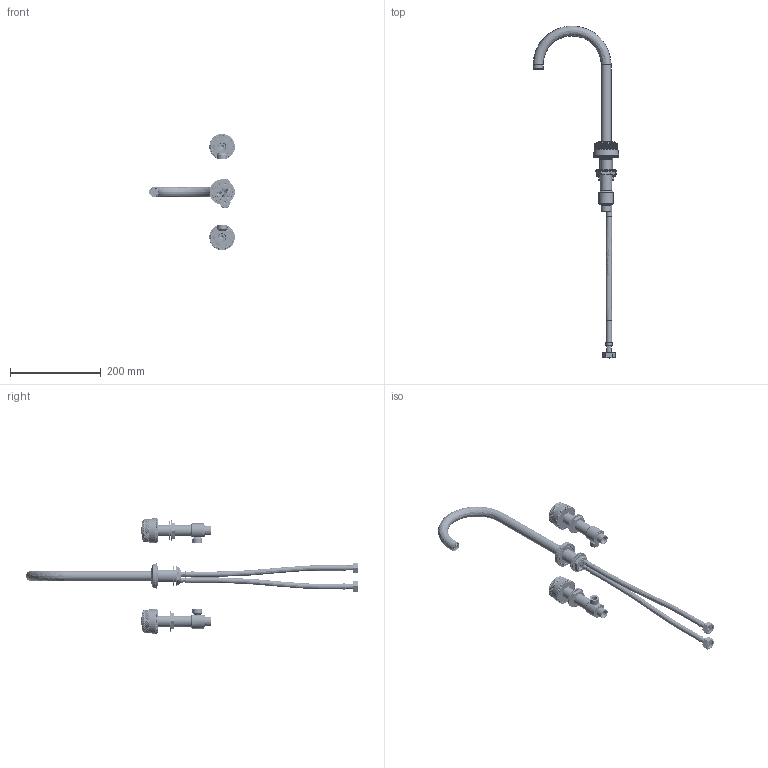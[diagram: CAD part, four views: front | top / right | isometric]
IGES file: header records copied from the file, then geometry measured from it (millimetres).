
Global section: file name: T11KA16-CBR CCR; native system: Autodesk Inventor 2024; preprocessor: unknown; author: kwhieldon; date: 20240327.151829; units: millimetre
Bounding box: 189.21 x 732.2 x 256.42 mm (x, y, z)
Volume: 472463.9 mm3; surface area: 225704.5 mm2
Topology: 38 solids, 38 shells, 12279 faces, 27661 edges, 15599 vertices
Faces by surface type: bspline 12279
